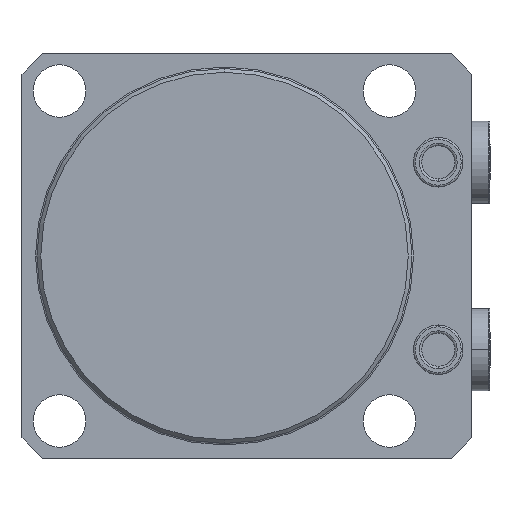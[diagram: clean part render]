
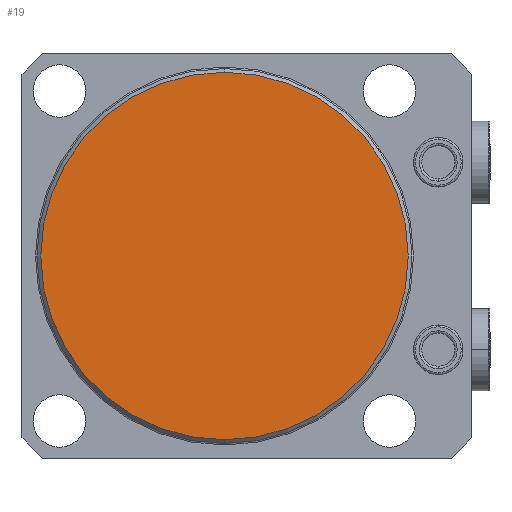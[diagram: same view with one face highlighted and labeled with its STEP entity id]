
A CAD part, front view. The second image highlights one B-rep face of the part: STEP entity #19.
In plain terms, the highlighted planar face has unit normal (0, -1, 0).
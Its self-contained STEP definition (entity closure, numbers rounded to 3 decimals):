
#19 = ADVANCED_FACE ( 'NONE', ( #7130 ), #5737, .F. ) ;
#502 = VERTEX_POINT ( 'NONE', #8690 ) ;
#505 = VERTEX_POINT ( 'NONE', #8687 ) ;
#1356 = AXIS2_PLACEMENT_3D ( 'NONE', #4782, #4781, #4780 ) ;
#1793 = DIRECTION ( 'NONE',  ( 0., 0., 1. ) ) ;
#1794 = DIRECTION ( 'NONE',  ( 0., -1., 0. ) ) ;
#1795 = CARTESIAN_POINT ( 'NONE',  ( 0., -65., 0. ) ) ;
#2466 = AXIS2_PLACEMENT_3D ( 'NONE', #1795, #1794, #1793 ) ;
#2703 = EDGE_CURVE ( 'NONE', #502, #505, #6285, .T. ) ;
#2897 = AXIS2_PLACEMENT_3D ( 'NONE', #5739, #5734, #5733 ) ;
#3116 = EDGE_CURVE ( 'NONE', #505, #502, #5849, .T. ) ;
#3376 = EDGE_LOOP ( 'NONE', ( #7973, #7972 ) ) ;
#4780 = DIRECTION ( 'NONE',  ( 0., 0., 1. ) ) ;
#4781 = DIRECTION ( 'NONE',  ( 0., -1., 0. ) ) ;
#4782 = CARTESIAN_POINT ( 'NONE',  ( 0., -65., 0. ) ) ;
#5733 = DIRECTION ( 'NONE',  ( 0., 0., 1. ) ) ;
#5734 = DIRECTION ( 'NONE',  ( 0., 1., 0. ) ) ;
#5737 = PLANE ( 'NONE',  #2897 ) ;
#5739 = CARTESIAN_POINT ( 'NONE',  ( 0., -65., 0. ) ) ;
#5849 = CIRCLE ( 'NONE', #1356, 49. ) ;
#6285 = CIRCLE ( 'NONE', #2466, 49. ) ;
#7130 = FACE_OUTER_BOUND ( 'NONE', #3376, .T. ) ;
#7972 = ORIENTED_EDGE ( 'NONE', *, *, #2703, .T. ) ;
#7973 = ORIENTED_EDGE ( 'NONE', *, *, #3116, .T. ) ;
#8687 = CARTESIAN_POINT ( 'NONE',  ( 0., -65., 49. ) ) ;
#8690 = CARTESIAN_POINT ( 'NONE',  ( 0., -65., -49. ) ) ;
